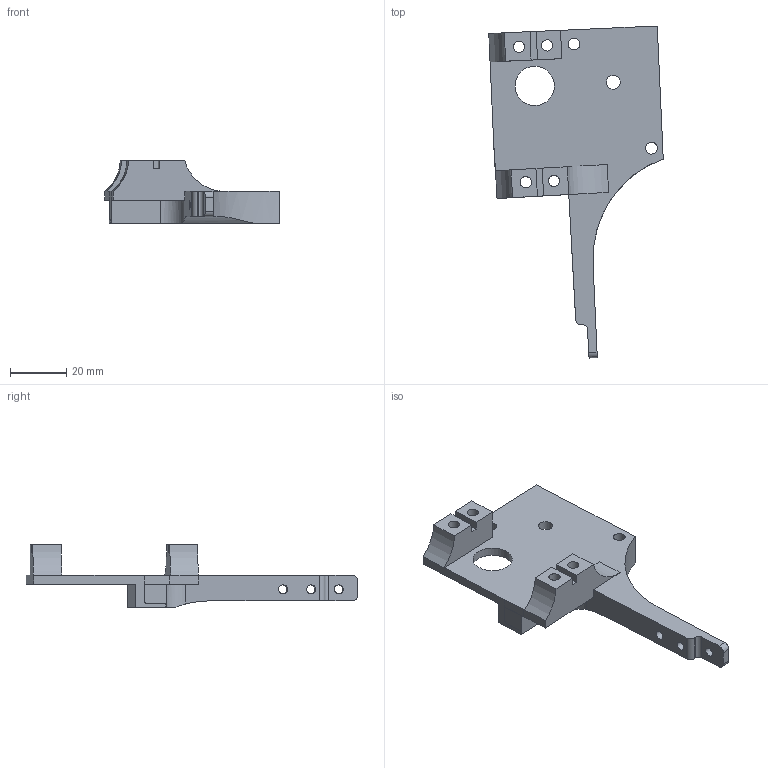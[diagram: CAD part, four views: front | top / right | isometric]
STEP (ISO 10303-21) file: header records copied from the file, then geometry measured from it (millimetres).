
FILE_DESCRIPTION(/* description */ (''),/* implementation_level */ '2;1');
FILE_NAME(/* name */ '',/* time_stamp */ '2025-01-08T21:11:19+03:00',/* author */ ('GameHD'),/* organization */ (''),/* preprocessor_version */ 'ST-DEVELOPER v20',/* originating_system */ 'Autodesk Inventor 2025',/* authorisation */ '');
FILE_SCHEMA (('AUTOMOTIVE_DESIGN { 1 0 10303 214 3 1 1 }'));
Length unit declared in the file: millimetre
Products named in the file (1): держать писюны_
MIR2_MIR
Bounding box: 62.07 x 118.11 x 22.4 mm (x, y, z)
Volume: 25977.6 mm3; surface area: 12743.3 mm2
Topology: 1 solids, 1 shells, 57 faces, 163 edges, 108 vertices
Faces by surface type: plane 35, cylinder 21, bspline 1
Full cylindrical faces by diameter (mm): 3.2 x3, 4 x4, 4.2 x2, 5 x1, 14 x1
Entity records: 1967 total; most frequent: CARTESIAN_POINT 348, ORIENTED_EDGE 324, DIRECTION 319, EDGE_CURVE 162, LINE 115, VECTOR 115, VERTEX_POINT 107, AXIS2_PLACEMENT_3D 102
